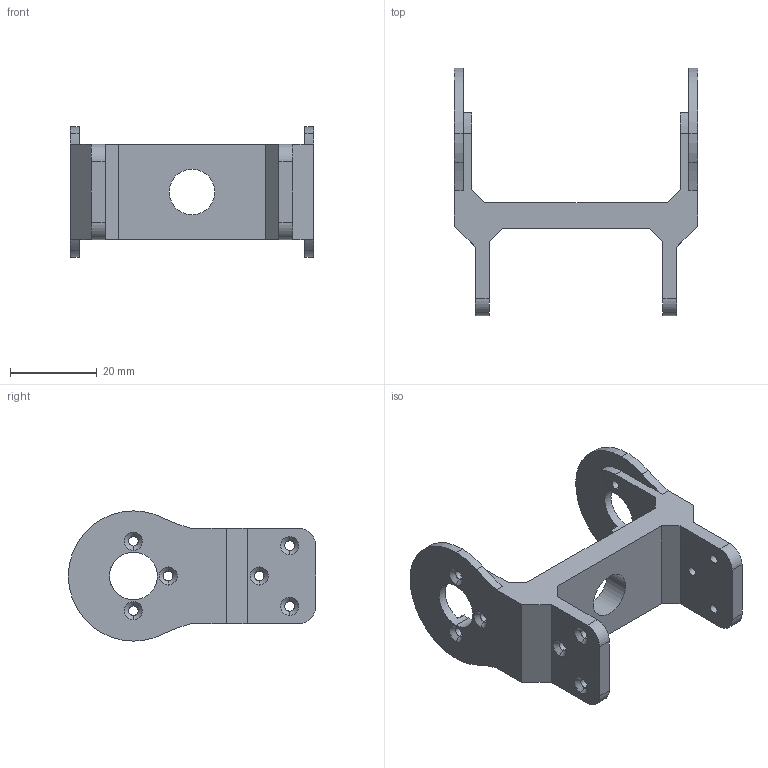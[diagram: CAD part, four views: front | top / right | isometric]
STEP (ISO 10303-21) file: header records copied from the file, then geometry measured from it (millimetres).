
FILE_DESCRIPTION (( 'STEP AP203' ), '1' );
FILE_NAME ('蟀諉.ST', '2026-02-14T02:52:02', ( 'Windows 蚚' ), ( '' ), 'SwSTEP 2.0', 'SolidWorks 2021', '' );
FILE_SCHEMA (( 'CONFIG_CONTROL_DESIGN' ));
Length unit declared in the file: millimetre
Products named in the file (1): ﾁｬｽﾓ_ｨｮ_｡ｧ_
Bounding box: 56 x 57 x 30 mm (x, y, z)
Volume: 14253.7 mm3; surface area: 8620.3 mm2
Topology: 1 solids, 1 shells, 102 faces, 282 edges, 180 vertices
Faces by surface type: cylinder 52, plane 26, cone 24
Entity records: 3423 total; most frequent: DIRECTION 620, CARTESIAN_POINT 565, ORIENTED_EDGE 564, EDGE_CURVE 282, AXIS2_PLACEMENT_3D 235, VERTEX_POINT 180, VECTOR 150, LINE 150
